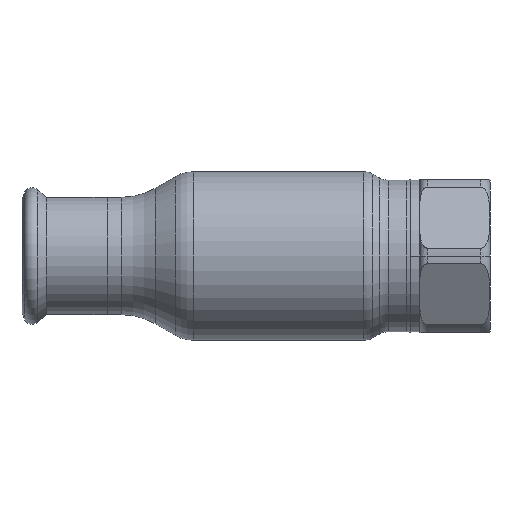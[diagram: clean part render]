
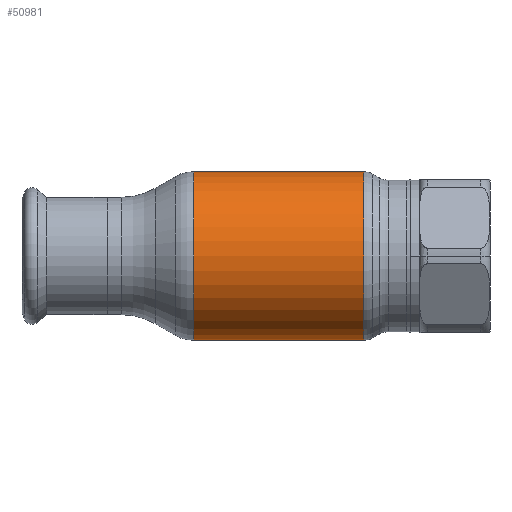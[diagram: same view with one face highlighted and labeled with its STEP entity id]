
A CAD part, front view. The second image highlights one B-rep face of the part: STEP entity #50981.
In plain terms, the highlighted cylindrical face has radius 27.5 mm (diameter 55 mm), a partial arc.
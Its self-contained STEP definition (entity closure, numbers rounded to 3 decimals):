
#74 = CARTESIAN_POINT ( 'NONE',  ( 27.785, 0., 27.5 ) ) ;
#1279 = AXIS2_PLACEMENT_3D ( 'NONE', #17126, #40318, #54015 ) ;
#3207 = EDGE_CURVE ( 'NONE', #42928, #5268, #39033, .T. ) ;
#5268 = VERTEX_POINT ( 'NONE', #55548 ) ;
#7424 = CARTESIAN_POINT ( 'NONE',  ( -62.69, 0., -27.5 ) ) ;
#9927 = ORIENTED_EDGE ( 'NONE', *, *, #20345, .F. ) ;
#11574 = CIRCLE ( 'NONE', #24903, 27.5 ) ;
#13250 = VECTOR ( 'NONE', #39602, 1000. ) ;
#13811 = EDGE_CURVE ( 'NONE', #42928, #36576, #11574, .T. ) ;
#15914 = CIRCLE ( 'NONE', #31124, 27.5 ) ;
#15998 = DIRECTION ( 'NONE',  ( 0., 0., 1. ) ) ;
#17126 = CARTESIAN_POINT ( 'NONE',  ( -62.69, 0., 0. ) ) ;
#17459 = VECTOR ( 'NONE', #51074, 1000. ) ;
#18894 = ORIENTED_EDGE ( 'NONE', *, *, #13811, .T. ) ;
#20203 = CARTESIAN_POINT ( 'NONE',  ( -27.785, 0., 0. ) ) ;
#20345 = EDGE_CURVE ( 'NONE', #5268, #26634, #15914, .T. ) ;
#22613 = ORIENTED_EDGE ( 'NONE', *, *, #3207, .F. ) ;
#24903 = AXIS2_PLACEMENT_3D ( 'NONE', #30455, #26568, #31329 ) ;
#25766 = EDGE_CURVE ( 'NONE', #36576, #26634, #28443, .T. ) ;
#26568 = DIRECTION ( 'NONE',  ( -1., 0., 0. ) ) ;
#26634 = VERTEX_POINT ( 'NONE', #33065 ) ;
#28443 = LINE ( 'NONE', #28730, #17459 ) ;
#28730 = CARTESIAN_POINT ( 'NONE',  ( -62.69, 0., 27.5 ) ) ;
#30146 = EDGE_LOOP ( 'NONE', ( #22613, #18894, #34874, #9927 ) ) ;
#30455 = CARTESIAN_POINT ( 'NONE',  ( 27.785, 0., 0. ) ) ;
#31124 = AXIS2_PLACEMENT_3D ( 'NONE', #20203, #33854, #15998 ) ;
#31329 = DIRECTION ( 'NONE',  ( 0., 0., 1. ) ) ;
#33065 = CARTESIAN_POINT ( 'NONE',  ( -27.785, 0., 27.5 ) ) ;
#33854 = DIRECTION ( 'NONE',  ( -1., 0., 0. ) ) ;
#34874 = ORIENTED_EDGE ( 'NONE', *, *, #25766, .T. ) ;
#36576 = VERTEX_POINT ( 'NONE', #74 ) ;
#38640 = CARTESIAN_POINT ( 'NONE',  ( 27.785, 0., -27.5 ) ) ;
#39033 = LINE ( 'NONE', #7424, #13250 ) ;
#39602 = DIRECTION ( 'NONE',  ( -1., 0., 0. ) ) ;
#40318 = DIRECTION ( 'NONE',  ( -1., 0., 0. ) ) ;
#42928 = VERTEX_POINT ( 'NONE', #38640 ) ;
#47773 = CYLINDRICAL_SURFACE ( 'NONE', #1279, 27.5 ) ;
#48069 = FACE_OUTER_BOUND ( 'NONE', #30146, .T. ) ;
#50981 = ADVANCED_FACE ( 'NONE', ( #48069 ), #47773, .T. ) ;
#51074 = DIRECTION ( 'NONE',  ( -1., 0., 0. ) ) ;
#54015 = DIRECTION ( 'NONE',  ( 0., 0., 1. ) ) ;
#55548 = CARTESIAN_POINT ( 'NONE',  ( -27.785, 0., -27.5 ) ) ;
